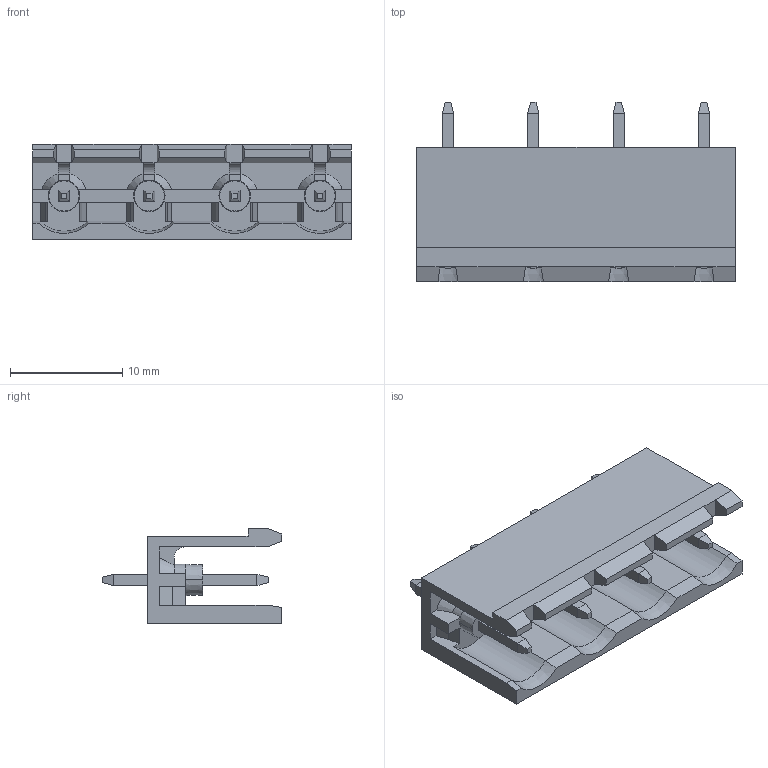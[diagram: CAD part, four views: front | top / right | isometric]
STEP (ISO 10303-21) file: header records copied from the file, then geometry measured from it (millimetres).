
FILE_DESCRIPTION((''),'2;1');
FILE_NAME('WJ2EDGV-762-4P-00A','2017-03-16T',('QZY'),(''),'CREO PARAMETRIC BY PTC INC, 2014440','CREO PARAMETRIC BY PTC INC, 2014440','');
FILE_SCHEMA(('CONFIG_CONTROL_DESIGN'));
Length unit declared in the file: millimetre
Products named in the file (1): WJ2EDGV-762-4P-00A
Bounding box: 28.46 x 16 x 8.5 mm (x, y, z)
Volume: 1126.8 mm3; surface area: 2300 mm2
Topology: 1 solids, 1 shells, 279 faces, 739 edges, 466 vertices
Faces by surface type: plane 247, cone 20, cylinder 12
Entity records: 8536 total; most frequent: CARTESIAN_POINT 1590, ORIENTED_EDGE 1478, DIRECTION 1345, EDGE_CURVE 739, VECTOR 643, LINE 643, VERTEX_POINT 466, AXIS2_PLACEMENT_3D 351
